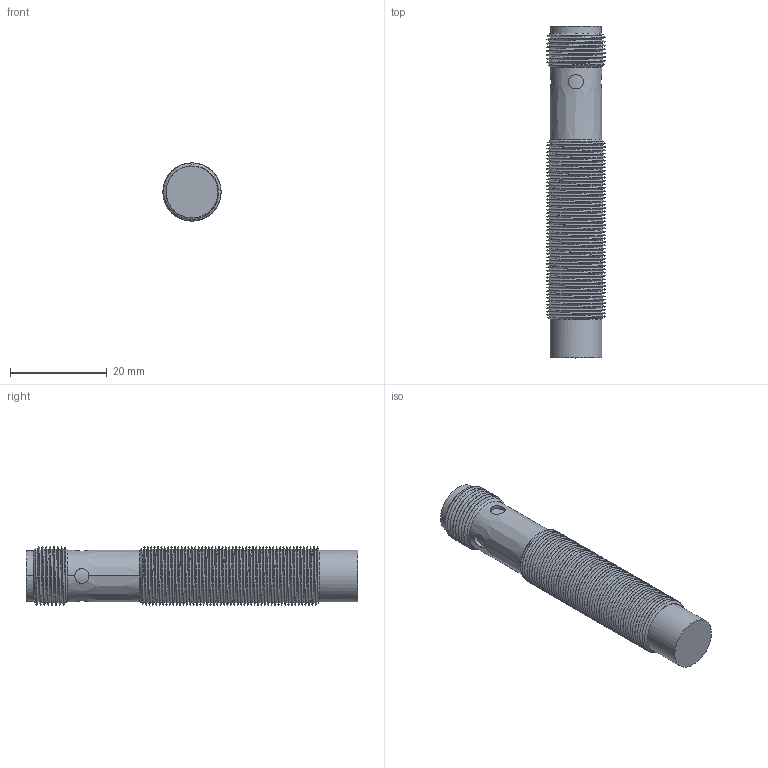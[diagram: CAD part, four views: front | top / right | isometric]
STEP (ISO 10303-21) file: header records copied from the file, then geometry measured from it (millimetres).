
FILE_DESCRIPTION( ('This file contains a STEP AP42 implementation' ,'as created by ZW3D STEP Interface translator.') ,'2;1' );
FILE_NAME( 'FCS2-1202X-XUL3.stp' ,'20 6 2.143129', (''), ('ZWCAD Software Co.'), 'Version 1.0', 'ZW3D to STEP translator', '' );
FILE_SCHEMA(('AUTOMOTIVE_DESIGN'));
Length unit declared in the file: millimetre
Products named in the file (2): 0; FCS1-1202X-XUL3
Bounding box: 12 x 68.5 x 12 mm (x, y, z)
Volume: 6312.7 mm3; surface area: 4549 mm2
Topology: 1 solids, 1 shells, 210 faces, 576 edges, 369 vertices
Faces by surface type: bspline 210
Entity records: 22722 total; most frequent: CARTESIAN_POINT 19186, ORIENTED_EDGE 1140, EDGE_CURVE 570, B_SPLINE_CURVE_WITH_KNOTS 520, VERTEX_POINT 369, EDGE_LOOP 217, FACE_OUTER_BOUND 210, ADVANCED_FACE 210
